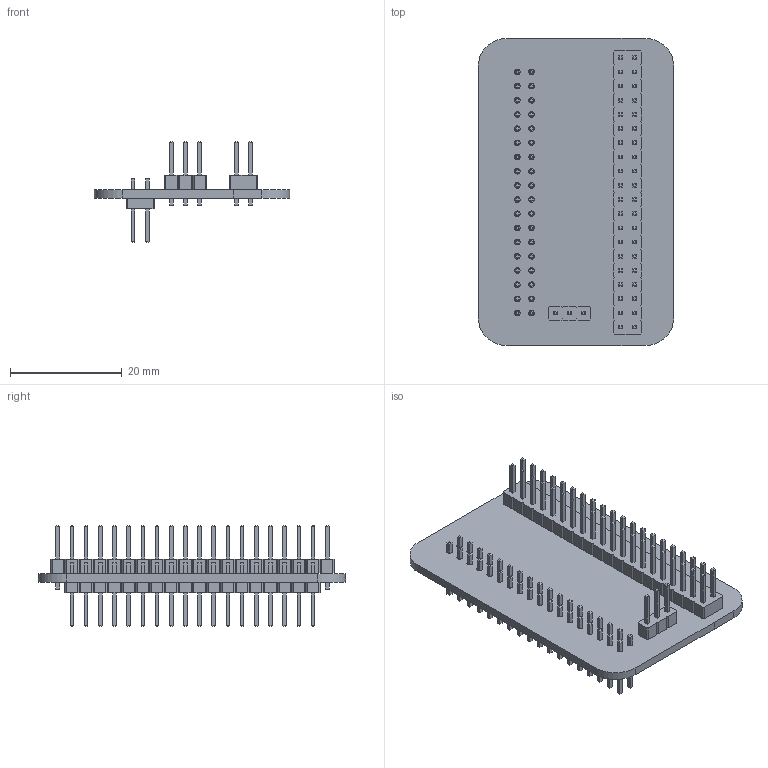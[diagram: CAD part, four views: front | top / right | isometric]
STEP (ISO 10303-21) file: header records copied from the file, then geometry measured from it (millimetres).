
FILE_DESCRIPTION(('KiCad electronic assembly'),'2;1');
FILE_NAME('Retroshield Adapter.step','2025-09-09T15:53:38',('Pcbnew'),( 'Kicad'),'Open CASCADE STEP processor 7.8','KiCad to STEP converter' ,'Unknown');
FILE_SCHEMA(('AUTOMOTIVE_DESIGN { 1 0 10303 214 1 1 1 1 }'));
Length unit declared in the file: millimetre
Products named in the file (5): Retroshield Adapter 1; PinHeader_2x20_P2.54mm_Vertical; PinHeader_1x03_P2.54mm_Vertical; PinHeader_2x18_P2.54mm_Vertical; Retroshield Adapter_PCB
Assembly tree (4 placements, depth 2):
  Retroshield Adapter 1
    PinHeader_2x20_P2.54mm_Vertical
    PinHeader_1x03_P2.54mm_Vertical
    PinHeader_2x18_P2.54mm_Vertical
    Retroshield Adapter_PCB
Bounding box: 35 x 55 x 18.08 mm (x, y, z)
Volume: 4348.7 mm3; surface area: 7730.5 mm2
Topology: 4 solids, 4 shells, 1771 faces, 4183 edges, 2578 vertices
Faces by surface type: plane 1688, cylinder 83
Full cylindrical faces by diameter (mm): 1 x79
Entity records: 61273 total; most frequent: CARTESIAN_POINT 8537, ORIENTED_EDGE 8366, DIRECTION 7901, EDGE_CURVE 4183, LINE 4017, VECTOR 4017, VERTEX_POINT 2578, FACE_BOUND 2087
